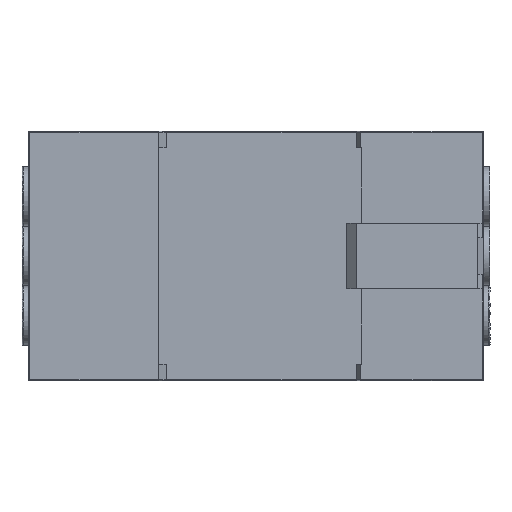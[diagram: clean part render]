
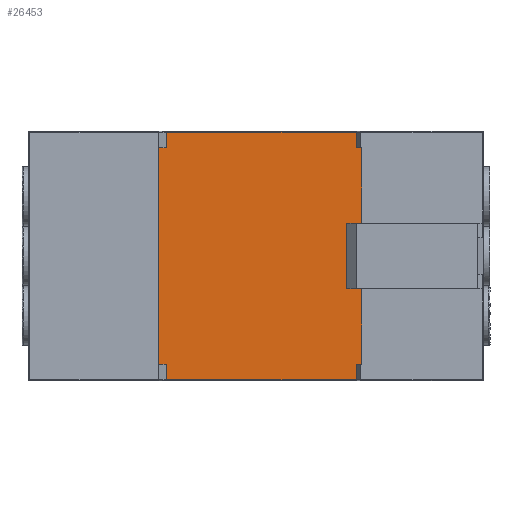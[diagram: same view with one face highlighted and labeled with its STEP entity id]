
A CAD part, front view. The second image highlights one B-rep face of the part: STEP entity #26453.
In plain terms, the highlighted planar face has unit normal (0, -1, 0).
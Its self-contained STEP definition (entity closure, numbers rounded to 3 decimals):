
#5 = ORIENTED_EDGE ( 'NONE', *, *, #32516, .F. ) ;
#121 = VECTOR ( 'NONE', #32958, 1000. ) ;
#399 = EDGE_CURVE ( 'NONE', #21029, #2539, #26566, .T. ) ;
#534 = CARTESIAN_POINT ( 'NONE',  ( 58.3, 5.1, 16.5 ) ) ;
#746 = DIRECTION ( 'NONE',  ( -1., 0., 0. ) ) ;
#1785 = ORIENTED_EDGE ( 'NONE', *, *, #8092, .F. ) ;
#2040 = CARTESIAN_POINT ( 'NONE',  ( 81.6, 5.1, 44.6 ) ) ;
#2113 = DIRECTION ( 'NONE',  ( 1., 0., 0. ) ) ;
#2376 = CARTESIAN_POINT ( 'NONE',  ( 58.8, 5.1, 0.2 ) ) ;
#2539 = VERTEX_POINT ( 'NONE', #16144 ) ;
#2841 = DIRECTION ( 'NONE',  ( 0., 0., 1. ) ) ;
#3120 = LINE ( 'NONE', #31466, #17063 ) ;
#3296 = EDGE_CURVE ( 'NONE', #22550, #15967, #3765, .T. ) ;
#3765 = LINE ( 'NONE', #25432, #25080 ) ;
#5348 = CARTESIAN_POINT ( 'NONE',  ( 59.8, 5.1, 16.5 ) ) ;
#5372 = LINE ( 'NONE', #24222, #11943 ) ;
#6548 = VECTOR ( 'NONE', #2841, 1000. ) ;
#7514 = LINE ( 'NONE', #2376, #121 ) ;
#7524 = CARTESIAN_POINT ( 'NONE',  ( 58.3, 5.1, 28.3 ) ) ;
#7613 = LINE ( 'NONE', #8561, #22376 ) ;
#8088 = VECTOR ( 'NONE', #35014, 1000. ) ;
#8092 = EDGE_CURVE ( 'NONE', #21728, #13343, #31360, .T. ) ;
#8561 = CARTESIAN_POINT ( 'NONE',  ( 59.8, 5.1, 3. ) ) ;
#9073 = DIRECTION ( 'NONE',  ( 0., 0., -1. ) ) ;
#9222 = VECTOR ( 'NONE', #746, 1000. ) ;
#9423 = CARTESIAN_POINT ( 'NONE',  ( 23.3, 5.1, 44.6 ) ) ;
#9443 = VERTEX_POINT ( 'NONE', #30936 ) ;
#9804 = EDGE_LOOP ( 'NONE', ( #5, #15484, #10013, #19461, #26087, #11966, #1785, #10194, #16583, #30035, #19373, #20128 ) ) ;
#9877 = DIRECTION ( 'NONE',  ( 1., 0., 0. ) ) ;
#10013 = ORIENTED_EDGE ( 'NONE', *, *, #15713, .T. ) ;
#10194 = ORIENTED_EDGE ( 'NONE', *, *, #19830, .F. ) ;
#10413 = DIRECTION ( 'NONE',  ( 0., 0., 1. ) ) ;
#10929 = DIRECTION ( 'NONE',  ( 1., 0., 0. ) ) ;
#10987 = CARTESIAN_POINT ( 'NONE',  ( 58.8, 5.1, 0.2 ) ) ;
#11322 = VERTEX_POINT ( 'NONE', #30787 ) ;
#11943 = VECTOR ( 'NONE', #10413, 1000. ) ;
#11966 = ORIENTED_EDGE ( 'NONE', *, *, #32176, .F. ) ;
#12345 = LINE ( 'NONE', #25735, #26195 ) ;
#12417 = DIRECTION ( 'NONE',  ( 0., 1., 0. ) ) ;
#13343 = VERTEX_POINT ( 'NONE', #7524 ) ;
#15484 = ORIENTED_EDGE ( 'NONE', *, *, #21679, .F. ) ;
#15514 = CARTESIAN_POINT ( 'NONE',  ( 59.8, 5.1, 41.8 ) ) ;
#15597 = FACE_OUTER_BOUND ( 'NONE', #9804, .T. ) ;
#15713 = EDGE_CURVE ( 'NONE', #34838, #15967, #7613, .T. ) ;
#15967 = VERTEX_POINT ( 'NONE', #35140 ) ;
#16144 = CARTESIAN_POINT ( 'NONE',  ( 58.8, 5.1, 44.6 ) ) ;
#16583 = ORIENTED_EDGE ( 'NONE', *, *, #30588, .F. ) ;
#17063 = VECTOR ( 'NONE', #9877, 1000. ) ;
#17702 = DIRECTION ( 'NONE',  ( -1., 0., 0. ) ) ;
#17811 = PLANE ( 'NONE',  #26758 ) ;
#19309 = VECTOR ( 'NONE', #32814, 1000. ) ;
#19373 = ORIENTED_EDGE ( 'NONE', *, *, #399, .F. ) ;
#19461 = ORIENTED_EDGE ( 'NONE', *, *, #3296, .F. ) ;
#19753 = VECTOR ( 'NONE', #17702, 1000. ) ;
#19800 = EDGE_CURVE ( 'NONE', #11322, #21029, #5372, .T. ) ;
#19830 = EDGE_CURVE ( 'NONE', #31373, #21728, #26658, .T. ) ;
#20128 = ORIENTED_EDGE ( 'NONE', *, *, #19800, .F. ) ;
#20399 = VERTEX_POINT ( 'NONE', #10987 ) ;
#21029 = VERTEX_POINT ( 'NONE', #9423 ) ;
#21679 = EDGE_CURVE ( 'NONE', #34838, #20399, #29363, .T. ) ;
#21728 = VERTEX_POINT ( 'NONE', #35510 ) ;
#22293 = CARTESIAN_POINT ( 'NONE',  ( 58.8, 5.1, 22.4 ) ) ;
#22376 = VECTOR ( 'NONE', #10929, 1000. ) ;
#22550 = VERTEX_POINT ( 'NONE', #5348 ) ;
#22639 = DIRECTION ( 'NONE',  ( 0., 0., -1. ) ) ;
#22999 = CARTESIAN_POINT ( 'NONE',  ( 58.8, 5.1, 28.3 ) ) ;
#23476 = CARTESIAN_POINT ( 'NONE',  ( 58.8, 5.1, 3. ) ) ;
#24222 = CARTESIAN_POINT ( 'NONE',  ( 23.3, 5.1, 22.4 ) ) ;
#25080 = VECTOR ( 'NONE', #22639, 1000. ) ;
#25251 = VECTOR ( 'NONE', #2113, 1000. ) ;
#25432 = CARTESIAN_POINT ( 'NONE',  ( 59.8, 5.1, 22.4 ) ) ;
#25735 = CARTESIAN_POINT ( 'NONE',  ( 58.3, 5.1, 22.4 ) ) ;
#26069 = VERTEX_POINT ( 'NONE', #534 ) ;
#26087 = ORIENTED_EDGE ( 'NONE', *, *, #30171, .T. ) ;
#26195 = VECTOR ( 'NONE', #9073, 1000. ) ;
#26453 = ADVANCED_FACE ( 'NONE', ( #15597 ), #17811, .F. ) ;
#26566 = LINE ( 'NONE', #2040, #25251 ) ;
#26658 = LINE ( 'NONE', #35302, #19309 ) ;
#26758 = AXIS2_PLACEMENT_3D ( 'NONE', #28977, #12417, #31737 ) ;
#28977 = CARTESIAN_POINT ( 'NONE',  ( 58.8, 5.1, 22.4 ) ) ;
#29363 = LINE ( 'NONE', #35261, #8088 ) ;
#30035 = ORIENTED_EDGE ( 'NONE', *, *, #34575, .T. ) ;
#30171 = EDGE_CURVE ( 'NONE', #22550, #26069, #34407, .T. ) ;
#30588 = EDGE_CURVE ( 'NONE', #9443, #31373, #3120, .T. ) ;
#30787 = CARTESIAN_POINT ( 'NONE',  ( 23.3, 5.1, 0.2 ) ) ;
#30936 = CARTESIAN_POINT ( 'NONE',  ( 58.8, 5.1, 41.8 ) ) ;
#31360 = LINE ( 'NONE', #22999, #9222 ) ;
#31373 = VERTEX_POINT ( 'NONE', #15514 ) ;
#31466 = CARTESIAN_POINT ( 'NONE',  ( 58.8, 5.1, 41.8 ) ) ;
#31737 = DIRECTION ( 'NONE',  ( -1., 0., 0. ) ) ;
#32176 = EDGE_CURVE ( 'NONE', #13343, #26069, #12345, .T. ) ;
#32516 = EDGE_CURVE ( 'NONE', #20399, #11322, #7514, .T. ) ;
#32814 = DIRECTION ( 'NONE',  ( 0., 0., -1. ) ) ;
#32958 = DIRECTION ( 'NONE',  ( -1., 0., 0. ) ) ;
#34241 = CARTESIAN_POINT ( 'NONE',  ( 58.3, 5.1, 16.5 ) ) ;
#34407 = LINE ( 'NONE', #34241, #19753 ) ;
#34575 = EDGE_CURVE ( 'NONE', #9443, #2539, #35165, .T. ) ;
#34838 = VERTEX_POINT ( 'NONE', #23476 ) ;
#35014 = DIRECTION ( 'NONE',  ( 0., 0., -1. ) ) ;
#35140 = CARTESIAN_POINT ( 'NONE',  ( 59.8, 5.1, 3. ) ) ;
#35165 = LINE ( 'NONE', #22293, #6548 ) ;
#35261 = CARTESIAN_POINT ( 'NONE',  ( 58.8, 5.1, 22.4 ) ) ;
#35302 = CARTESIAN_POINT ( 'NONE',  ( 59.8, 5.1, 22.4 ) ) ;
#35510 = CARTESIAN_POINT ( 'NONE',  ( 59.8, 5.1, 28.3 ) ) ;
